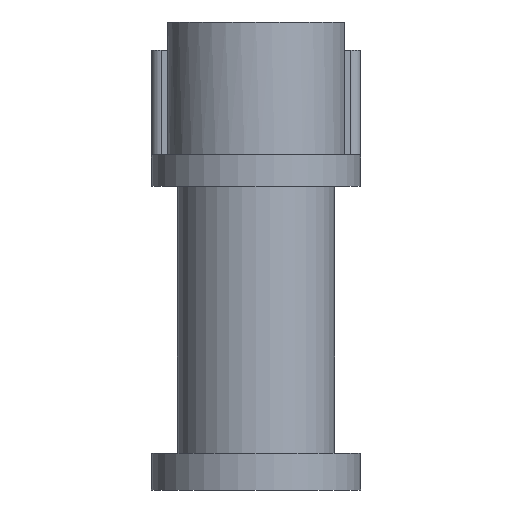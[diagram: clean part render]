
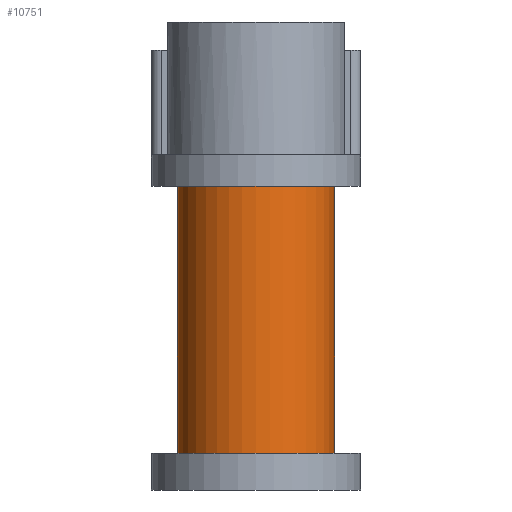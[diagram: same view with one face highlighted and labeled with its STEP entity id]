
A CAD part, left-side view. The second image highlights one B-rep face of the part: STEP entity #10751.
In plain terms, the highlighted cylindrical face has radius 7.5 mm (diameter 15 mm), a partial arc.
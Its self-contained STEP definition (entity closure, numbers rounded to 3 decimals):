
#135=CIRCLE('',#11274,7.5);
#137=CIRCLE('',#11278,7.5);
#194=CYLINDRICAL_SURFACE('',#11280,7.5);
#1305=FACE_OUTER_BOUND('',#1907,.T.);
#1907=EDGE_LOOP('',(#9835,#9836,#9837,#9838));
#2588=LINE('',#17852,#3690);
#3010=LINE('',#19464,#4112);
#3690=VECTOR('',#12656,10.);
#4112=VECTOR('',#13394,10.);
#4825=VERTEX_POINT('',#17849);
#4826=VERTEX_POINT('',#17851);
#5157=VERTEX_POINT('',#19458);
#5158=VERTEX_POINT('',#19462);
#6218=EDGE_CURVE('',#4825,#4826,#2588,.T.);
#6716=EDGE_CURVE('',#5157,#4825,#135,.T.);
#6719=EDGE_CURVE('',#5158,#5157,#3010,.T.);
#6723=EDGE_CURVE('',#4826,#5158,#137,.T.);
#9835=ORIENTED_EDGE('',*,*,#6716,.F.);
#9836=ORIENTED_EDGE('',*,*,#6719,.F.);
#9837=ORIENTED_EDGE('',*,*,#6723,.F.);
#9838=ORIENTED_EDGE('',*,*,#6218,.F.);
#10751=ADVANCED_FACE('',(#1305),#194,.T.);
#11274=AXIS2_PLACEMENT_3D('',#19459,#13388,#13389);
#11278=AXIS2_PLACEMENT_3D('',#19471,#13401,#13402);
#11280=AXIS2_PLACEMENT_3D('',#19473,#13405,#13406);
#12656=DIRECTION('',(0.,0.,-1.));
#13388=DIRECTION('center_axis',(0.,0.,1.));
#13389=DIRECTION('ref_axis',(0.,1.,0.));
#13394=DIRECTION('',(0.,0.,1.));
#13401=DIRECTION('center_axis',(0.,0.,
-1.));
#13402=DIRECTION('ref_axis',(0.,1.,0.));
#13405=DIRECTION('center_axis',(0.,0.,-1.));
#13406=DIRECTION('ref_axis',(-1.,0.,0.));
#17849=CARTESIAN_POINT('',(-94.988,98.992,27.25));
#17851=CARTESIAN_POINT('',(-94.988,98.992,1.75));
#17852=CARTESIAN_POINT('',(-94.988,98.992,30.25));
#19458=CARTESIAN_POINT('',(-94.988,101.992,27.25));
#19459=CARTESIAN_POINT('Origin',(-102.336,100.492,27.25));
#19462=CARTESIAN_POINT('',(-94.988,101.992,1.75));
#19464=CARTESIAN_POINT('',(-94.988,101.992,30.25));
#19471=CARTESIAN_POINT('Origin',(-102.336,100.492,1.75));
#19473=CARTESIAN_POINT('Origin',(-102.336,100.492,30.25));
